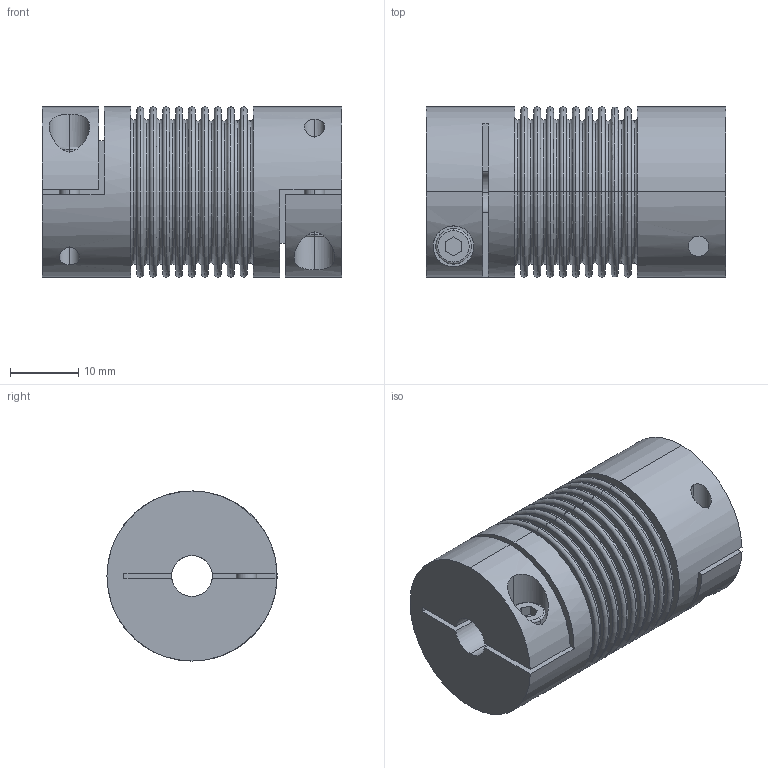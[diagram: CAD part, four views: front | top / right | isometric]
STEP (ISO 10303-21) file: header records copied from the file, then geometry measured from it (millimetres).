
FILE_DESCRIPTION(('STEP AP214'),'1');
FILE_NAME('cctmp_92EE9880-7D6C-4478-8AC5-D5EE80318D35_2023_06_09_08_18_36_0699..stp','2023-06-09T06:18:36',('R+W Antriebselemente GmbH'),('CADClick - www.CADClick.com'),'Spatial InterOp 3D',' ','unknown authorization');
FILE_SCHEMA(('AUTOMOTIVE_DESIGN'));
Length unit declared in the file: millimetre
Products named in the file (1): MK2/20/44/6/10
Bounding box: 44 x 25 x 25 mm (x, y, z)
Volume: 15817.4 mm3; surface area: 9687.7 mm2
Topology: 1 solids, 1 shells, 170 faces, 378 edges, 238 vertices
Faces by surface type: torus 76, plane 58, cylinder 32, bspline 4
Entity records: 7386 total; most frequent: CARTESIAN_POINT 1375, DIRECTION 956, ORIENTED_EDGE 756, AXIS2_PLACEMENT_3D 425, EDGE_CURVE 378, PRESENTATION_STYLE_ASSIGNMENT 333, COLOUR_RGB 333, CIRCLE 258
